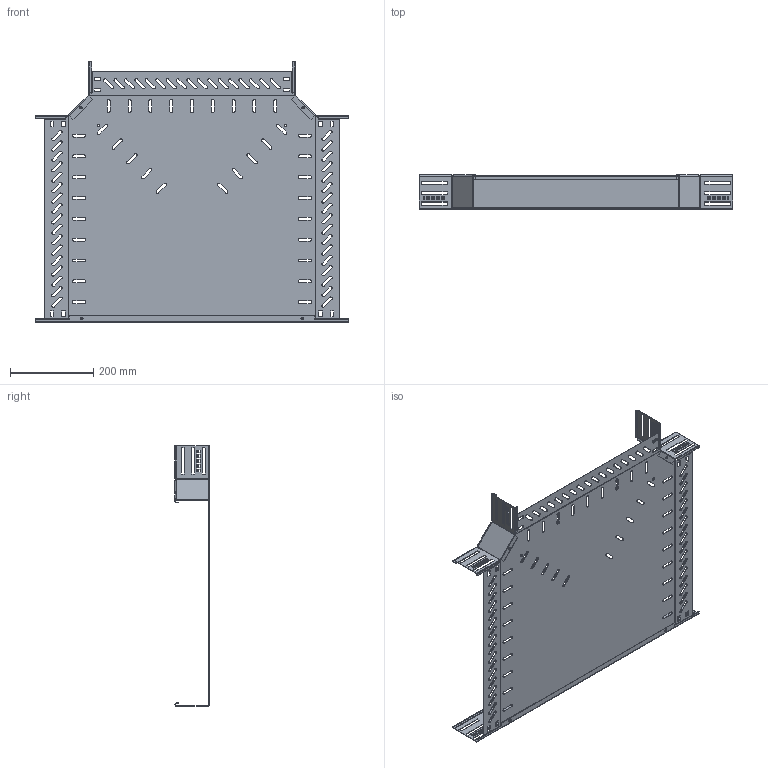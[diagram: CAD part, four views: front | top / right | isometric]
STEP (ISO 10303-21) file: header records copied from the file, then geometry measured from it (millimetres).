
FILE_DESCRIPTION (( 'STEP AP214' ), '1' );
FILE_NAME ('6038238.STEP', '2024-10-25T14:39:43', ( '' ), ( '' ), 'SwSTEP 2.0', 'SolidWorks 2024', '' );
FILE_SCHEMA (( 'AUTOMOTIVE_DESIGN' ));
Length unit declared in the file: millimetre
Products named in the file (4): 172072_500; 6038238; 167655_85x90°; 181473_500
Assembly tree (4 placements, depth 2):
  6038238
    172072_500
    167655_85x90°  x2
    181473_500
Bounding box: 754 x 82 x 624.99 mm (x, y, z)
Volume: 527369.6 mm3; surface area: 1015233.1 mm2
Topology: 4 solids, 4 shells, 1136 faces, 3240 edges, 2112 vertices
Faces by surface type: plane 682, cylinder 438, bspline 16
Entity records: 31825 total; most frequent: CARTESIAN_POINT 5941, ORIENTED_EDGE 5408, DIRECTION 5250, EDGE_CURVE 2704, VECTOR 1872, LINE 1872, VERTEX_POINT 1776, AXIS2_PLACEMENT_3D 1689
